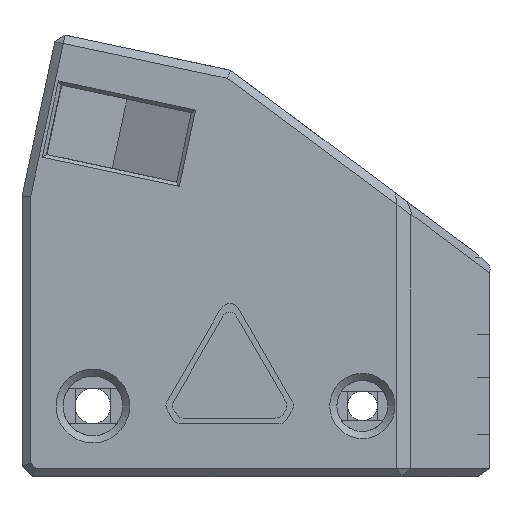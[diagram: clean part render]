
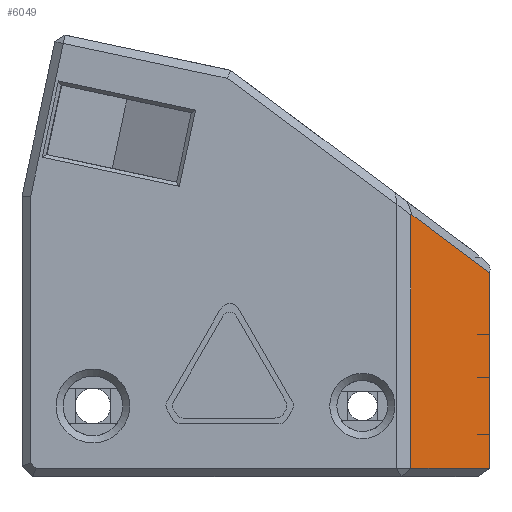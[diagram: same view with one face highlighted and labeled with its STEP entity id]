
A CAD part, left-side view. The second image highlights one B-rep face of the part: STEP entity #6049.
In plain terms, the highlighted planar face has unit normal (-0.707, -0.707, 0).
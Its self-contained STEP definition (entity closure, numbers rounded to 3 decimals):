
#817=FACE_OUTER_BOUND('',#1183,.T.);
#1183=EDGE_LOOP('',(#5452,#5453,#5454,#5455,#5456,#5457,#5458,#5459,#5460,
#5461,#5462));
#1553=LINE('',#10005,#2123);
#1722=LINE('',#11094,#2292);
#1725=LINE('',#11099,#2295);
#1726=LINE('',#11104,#2296);
#1728=LINE('',#11109,#2298);
#1730=LINE('',#11113,#2300);
#1733=LINE('',#11118,#2303);
#1734=LINE('',#11119,#2304);
#1755=LINE('',#11193,#2325);
#1757=LINE('',#11197,#2327);
#1758=LINE('',#11198,#2328);
#2123=VECTOR('',#7154,10.);
#2292=VECTOR('',#7517,10.);
#2295=VECTOR('',#7522,10.);
#2296=VECTOR('',#7527,10.);
#2298=VECTOR('',#7533,10.);
#2300=VECTOR('',#7537,10.);
#2303=VECTOR('',#7542,10.);
#2304=VECTOR('',#7543,10.);
#2325=VECTOR('',#7600,10.);
#2327=VECTOR('',#7604,10.);
#2328=VECTOR('',#7605,10.);
#2695=VERTEX_POINT('',#10002);
#2696=VERTEX_POINT('',#10004);
#2838=VERTEX_POINT('',#10838);
#2869=VERTEX_POINT('',#11093);
#2870=VERTEX_POINT('',#11097);
#2871=VERTEX_POINT('',#11101);
#2872=VERTEX_POINT('',#11103);
#2873=VERTEX_POINT('',#11107);
#2874=VERTEX_POINT('',#11111);
#2891=VERTEX_POINT('',#11192);
#2892=VERTEX_POINT('',#11196);
#3449=EDGE_CURVE('',#2695,#2696,#1553,.T.);
#3713=EDGE_CURVE('',#2869,#2838,#1722,.T.);
#3716=EDGE_CURVE('',#2838,#2870,#1725,.T.);
#3718=EDGE_CURVE('',#2871,#2872,#1726,.T.);
#3721=EDGE_CURVE('',#2871,#2873,#1728,.T.);
#3723=EDGE_CURVE('',#2873,#2874,#1730,.T.);
#3726=EDGE_CURVE('',#2874,#2696,#1733,.F.);
#3727=EDGE_CURVE('',#2870,#2872,#1734,.F.);
#3756=EDGE_CURVE('',#2891,#2869,#1755,.T.);
#3758=EDGE_CURVE('',#2892,#2891,#1757,.T.);
#3759=EDGE_CURVE('',#2695,#2892,#1758,.T.);
#5452=ORIENTED_EDGE('',*,*,#3758,.T.);
#5453=ORIENTED_EDGE('',*,*,#3756,.T.);
#5454=ORIENTED_EDGE('',*,*,#3713,.T.);
#5455=ORIENTED_EDGE('',*,*,#3716,.T.);
#5456=ORIENTED_EDGE('',*,*,#3727,.T.);
#5457=ORIENTED_EDGE('',*,*,#3718,.F.);
#5458=ORIENTED_EDGE('',*,*,#3721,.T.);
#5459=ORIENTED_EDGE('',*,*,#3723,.T.);
#5460=ORIENTED_EDGE('',*,*,#3726,.T.);
#5461=ORIENTED_EDGE('',*,*,#3449,.F.);
#5462=ORIENTED_EDGE('',*,*,#3759,.T.);
#5719=PLANE('',#6393);
#6049=ADVANCED_FACE('',(#817),#5719,.T.);
#6393=AXIS2_PLACEMENT_3D('',#11195,#7602,#7603);
#7154=DIRECTION('',(-0.707,0.707,0.));
#7517=DIRECTION('',(0.,0.,-1.));
#7522=DIRECTION('',(0.707,-0.707,0.));
#7527=DIRECTION('',(-0.577,0.577,-0.577));
#7533=DIRECTION('',(0.,0.,1.));
#7537=DIRECTION('',(-0.577,0.577,0.577));
#7542=DIRECTION('',(0.,0.,-1.));
#7543=DIRECTION('',(0.,0.,-1.));
#7600=DIRECTION('',(-0.706,0.706,0.049));
#7602=DIRECTION('center_axis',(-0.707,-0.707,0.));
#7603=DIRECTION('ref_axis',(0.,0.,1.));
#7604=DIRECTION('',(-0.626,0.626,0.466));
#7605=DIRECTION('',(0.,0.,1.));
#10002=CARTESIAN_POINT('',(-199.845,33.292,-311.659));
#10004=CARTESIAN_POINT('',(-199.938,33.385,-311.659));
#10005=CARTESIAN_POINT('',(-210.837,44.284,-311.659));
#10838=CARTESIAN_POINT('',(-210.99,44.437,-330.549));
#11093=CARTESIAN_POINT('',(-210.99,44.437,-294.804));
#11094=CARTESIAN_POINT('',(-210.99,44.437,-297.624));
#11097=CARTESIAN_POINT('',(-199.938,33.385,-330.549));
#11099=CARTESIAN_POINT('',(-214.088,47.535,-330.549));
#11101=CARTESIAN_POINT('',(-199.845,33.292,-325.63));
#11103=CARTESIAN_POINT('',(-199.938,33.385,-325.724));
#11104=CARTESIAN_POINT('',(-199.741,33.188,-325.527));
#11107=CARTESIAN_POINT('',(-199.845,33.292,-317.867));
#11109=CARTESIAN_POINT('',(-199.845,33.292,-326.749));
#11111=CARTESIAN_POINT('',(-199.938,33.385,-317.774));
#11113=CARTESIAN_POINT('',(-202.181,35.628,-315.531));
#11118=CARTESIAN_POINT('',(-199.938,33.385,-315.374));
#11119=CARTESIAN_POINT('',(-199.938,33.385,-315.374));
#11192=CARTESIAN_POINT('',(-210.841,44.288,-294.814));
#11193=CARTESIAN_POINT('',(-205.569,39.016,-295.181));
#11195=CARTESIAN_POINT('Origin',(-205.338,38.785,-308.999));
#11196=CARTESIAN_POINT('',(-199.845,33.292,-302.998));
#11197=CARTESIAN_POINT('',(-201.487,34.934,-301.776));
#11198=CARTESIAN_POINT('',(-199.845,33.292,-326.749));
